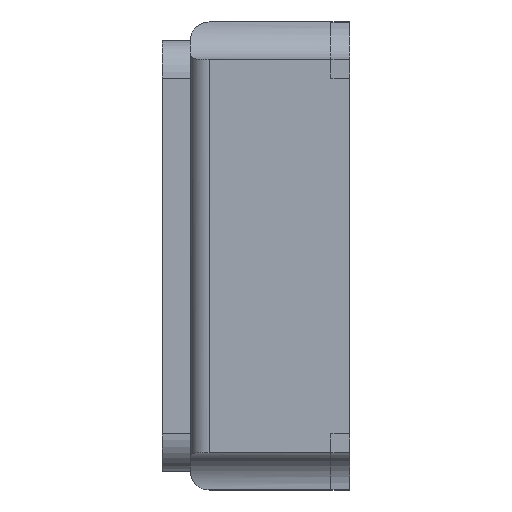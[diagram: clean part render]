
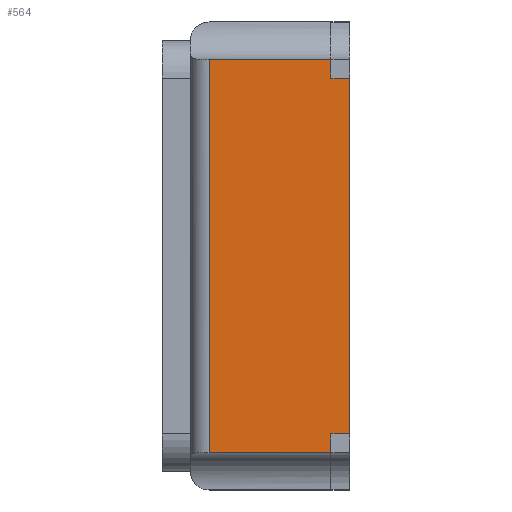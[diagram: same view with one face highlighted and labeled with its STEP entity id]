
A CAD part, left-side view. The second image highlights one B-rep face of the part: STEP entity #564.
In plain terms, the highlighted planar face has unit normal (-1, 0, 0).
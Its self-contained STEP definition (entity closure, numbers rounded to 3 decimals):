
#13 = VERTEX_POINT ( 'NONE', #2894 ) ;
#18 = ORIENTED_EDGE ( 'NONE', *, *, #465, .F. ) ;
#65 = LINE ( 'NONE', #96, #2183 ) ;
#96 = CARTESIAN_POINT ( 'NONE',  ( -1.6, 0.1, -0.95 ) ) ;
#215 = DIRECTION ( 'NONE',  ( 0., 0., -1. ) ) ;
#266 = DIRECTION ( 'NONE',  ( 0., 0., -1. ) ) ;
#308 = LINE ( 'NONE', #1859, #1261 ) ;
#309 = VECTOR ( 'NONE', #1795, 1000. ) ;
#366 = VERTEX_POINT ( 'NONE', #2295 ) ;
#446 = CARTESIAN_POINT ( 'NONE',  ( -1.6, 0.75, -1.05 ) ) ;
#465 = EDGE_CURVE ( 'NONE', #2407, #3054, #2768, .T. ) ;
#503 = EDGE_CURVE ( 'NONE', #2181, #1092, #308, .T. ) ;
#564 = ADVANCED_FACE ( 'NONE', ( #2426 ), #933, .F. ) ;
#633 = ORIENTED_EDGE ( 'NONE', *, *, #1869, .F. ) ;
#813 = CARTESIAN_POINT ( 'NONE',  ( -1.6, 0.1, 0.95 ) ) ;
#846 = LINE ( 'NONE', #2201, #1702 ) ;
#861 = CARTESIAN_POINT ( 'NONE',  ( -1.6, 0.1, -0.95 ) ) ;
#867 = ORIENTED_EDGE ( 'NONE', *, *, #1042, .T. ) ;
#933 = PLANE ( 'NONE',  #2060 ) ;
#969 = CARTESIAN_POINT ( 'NONE',  ( -1.6, 0.75, -1.25 ) ) ;
#1042 = EDGE_CURVE ( 'NONE', #13, #366, #1570, .T. ) ;
#1092 = VERTEX_POINT ( 'NONE', #2190 ) ;
#1099 = VECTOR ( 'NONE', #1918, 1000. ) ;
#1129 = ORIENTED_EDGE ( 'NONE', *, *, #2827, .T. ) ;
#1181 = CARTESIAN_POINT ( 'NONE',  ( -1.6, 0.85, 1.25 ) ) ;
#1261 = VECTOR ( 'NONE', #1662, 1000. ) ;
#1270 = EDGE_CURVE ( 'NONE', #2090, #3054, #846, .T. ) ;
#1378 = DIRECTION ( 'NONE',  ( 0., 0., -1. ) ) ;
#1458 = VECTOR ( 'NONE', #1378, 1000. ) ;
#1570 = LINE ( 'NONE', #1680, #1099 ) ;
#1662 = DIRECTION ( 'NONE',  ( 0., 0., 1. ) ) ;
#1680 = CARTESIAN_POINT ( 'NONE',  ( -1.6, 1., 1.05 ) ) ;
#1702 = VECTOR ( 'NONE', #3186, 1000. ) ;
#1714 = ORIENTED_EDGE ( 'NONE', *, *, #1270, .T. ) ;
#1727 = VECTOR ( 'NONE', #2921, 1000. ) ;
#1795 = DIRECTION ( 'NONE',  ( 0., 0., -1. ) ) ;
#1806 = CARTESIAN_POINT ( 'NONE',  ( -1.6, 0.1, 0.95 ) ) ;
#1827 = ORIENTED_EDGE ( 'NONE', *, *, #503, .T. ) ;
#1859 = CARTESIAN_POINT ( 'NONE',  ( -1.6, 0., 1.25 ) ) ;
#1869 = EDGE_CURVE ( 'NONE', #13, #2997, #1957, .T. ) ;
#1903 = CARTESIAN_POINT ( 'NONE',  ( -1.6, 0.1, 0.95 ) ) ;
#1918 = DIRECTION ( 'NONE',  ( 0., 1., 0. ) ) ;
#1957 = LINE ( 'NONE', #1806, #309 ) ;
#2004 = CARTESIAN_POINT ( 'NONE',  ( -1.6, 0., -0.95 ) ) ;
#2060 = AXIS2_PLACEMENT_3D ( 'NONE', #1181, #2166, #215 ) ;
#2090 = VERTEX_POINT ( 'NONE', #446 ) ;
#2166 = DIRECTION ( 'NONE',  ( 1., 0., 0. ) ) ;
#2181 = VERTEX_POINT ( 'NONE', #2004 ) ;
#2183 = VECTOR ( 'NONE', #2314, 1000. ) ;
#2190 = CARTESIAN_POINT ( 'NONE',  ( -1.6, 0., 0.95 ) ) ;
#2201 = CARTESIAN_POINT ( 'NONE',  ( -1.6, 1., -1.05 ) ) ;
#2295 = CARTESIAN_POINT ( 'NONE',  ( -1.6, 0.75, 1.05 ) ) ;
#2314 = DIRECTION ( 'NONE',  ( 0., -1., 0. ) ) ;
#2376 = VECTOR ( 'NONE', #266, 1000. ) ;
#2407 = VERTEX_POINT ( 'NONE', #2808 ) ;
#2426 = FACE_OUTER_BOUND ( 'NONE', #2593, .T. ) ;
#2475 = ORIENTED_EDGE ( 'NONE', *, *, #2678, .F. ) ;
#2593 = EDGE_LOOP ( 'NONE', ( #1827, #2475, #633, #867, #1129, #1714, #18, #3145 ) ) ;
#2628 = CARTESIAN_POINT ( 'NONE',  ( -1.6, 0.1, -1.05 ) ) ;
#2678 = EDGE_CURVE ( 'NONE', #2997, #1092, #3043, .T. ) ;
#2768 = LINE ( 'NONE', #861, #1458 ) ;
#2807 = LINE ( 'NONE', #969, #2376 ) ;
#2808 = CARTESIAN_POINT ( 'NONE',  ( -1.6, 0.1, -0.95 ) ) ;
#2827 = EDGE_CURVE ( 'NONE', #366, #2090, #2807, .T. ) ;
#2894 = CARTESIAN_POINT ( 'NONE',  ( -1.6, 0.1, 1.05 ) ) ;
#2921 = DIRECTION ( 'NONE',  ( 0., -1., 0. ) ) ;
#2997 = VERTEX_POINT ( 'NONE', #813 ) ;
#3020 = EDGE_CURVE ( 'NONE', #2407, #2181, #65, .T. ) ;
#3043 = LINE ( 'NONE', #1903, #1727 ) ;
#3054 = VERTEX_POINT ( 'NONE', #2628 ) ;
#3145 = ORIENTED_EDGE ( 'NONE', *, *, #3020, .T. ) ;
#3186 = DIRECTION ( 'NONE',  ( 0., -1., 0. ) ) ;
